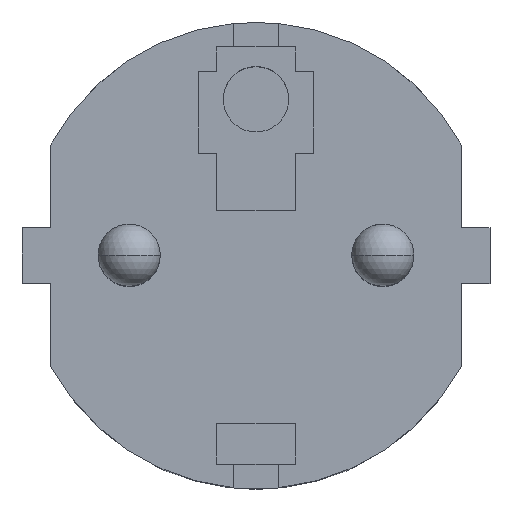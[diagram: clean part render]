
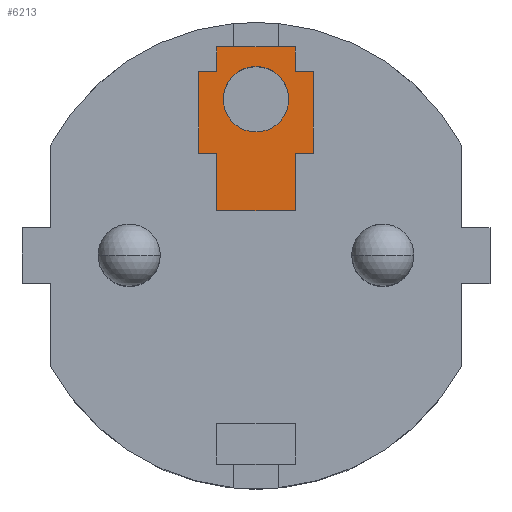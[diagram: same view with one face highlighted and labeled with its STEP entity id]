
A CAD part, top view. The second image highlights one B-rep face of the part: STEP entity #6213.
In plain terms, the highlighted planar face has unit normal (0, 0, 1).
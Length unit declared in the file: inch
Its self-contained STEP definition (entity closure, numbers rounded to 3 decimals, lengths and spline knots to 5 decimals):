
#733 = DIRECTION ( 'NONE',  ( 1., 0., 0. ) ) ;
#734 = VECTOR ( 'NONE', #733, 39.37008 ) ;
#835 = CARTESIAN_POINT ( 'NONE',  ( -0.12, 0.1375, 0.002 ) ) ;
#855 = LINE ( 'NONE', #835, #734 ) ;
#943 = CARTESIAN_POINT ( 'NONE',  ( 0.12, 0.5625, 0.002 ) ) ;
#945 = DIRECTION ( 'NONE',  ( 0., 1., 0. ) ) ;
#946 = VECTOR ( 'NONE', #945, 39.37008 ) ;
#947 = CARTESIAN_POINT ( 'NONE',  ( 0.175, 0.5625, 0.002 ) ) ;
#948 = LINE ( 'NONE', #947, #946 ) ;
#949 = CARTESIAN_POINT ( 'NONE',  ( 0.175, 0.5625, 0.002 ) ) ;
#950 = CARTESIAN_POINT ( 'NONE',  ( -0.175, 0.3125, 0.002 ) ) ;
#951 = CARTESIAN_POINT ( 'NONE',  ( -0.12, 0.1375, 0.002 ) ) ;
#965 = DIRECTION ( 'NONE',  ( 0., -1., 0. ) ) ;
#966 = VECTOR ( 'NONE', #965, 39.37008 ) ;
#967 = CARTESIAN_POINT ( 'NONE',  ( -0.175, 0.5625, 0.002 ) ) ;
#968 = LINE ( 'NONE', #967, #966 ) ;
#1011 = CARTESIAN_POINT ( 'NONE',  ( 0.175, 0.3125, 0.002 ) ) ;
#1018 = DIRECTION ( 'NONE',  ( 1., 0., 0. ) ) ;
#1019 = VECTOR ( 'NONE', #1018, 39.37008 ) ;
#1020 = CARTESIAN_POINT ( 'NONE',  ( -0.175, 0.3125, 0.002 ) ) ;
#1021 = LINE ( 'NONE', #1020, #1019 ) ;
#1038 = DIRECTION ( 'NONE',  ( 0., -1., 0. ) ) ;
#1039 = VECTOR ( 'NONE', #1038, 39.37008 ) ;
#1040 = CARTESIAN_POINT ( 'NONE',  ( -0.12, 0.3125, 0.002 ) ) ;
#1041 = LINE ( 'NONE', #1040, #1039 ) ;
#1076 = CARTESIAN_POINT ( 'NONE',  ( 0.12, 0.3125, 0.002 ) ) ;
#1081 = CARTESIAN_POINT ( 'NONE',  ( 0.12, 0.1375, 0.002 ) ) ;
#1128 = CARTESIAN_POINT ( 'NONE',  ( 0.175, 0.3125, 0.002 ) ) ;
#1129 = LINE ( 'NONE', #1128, #1306 ) ;
#1161 = CARTESIAN_POINT ( 'NONE',  ( -0.12, 0.3125, 0.002 ) ) ;
#1168 = VECTOR ( 'NONE', #1246, 39.37008 ) ;
#1169 = CARTESIAN_POINT ( 'NONE',  ( -0.12, 0.5625, 0.002 ) ) ;
#1170 = LINE ( 'NONE', #1169, #1168 ) ;
#1171 = CARTESIAN_POINT ( 'NONE',  ( -0.175, 0.5625, 0.002 ) ) ;
#1212 = LINE ( 'NONE', #1302, #1301 ) ;
#1246 = DIRECTION ( 'NONE',  ( -1., 0., 0. ) ) ;
#1300 = DIRECTION ( 'NONE',  ( 0., 1., 0. ) ) ;
#1301 = VECTOR ( 'NONE', #1300, 39.37008 ) ;
#1302 = CARTESIAN_POINT ( 'NONE',  ( 0.12, 0.3125, 0.002 ) ) ;
#1305 = DIRECTION ( 'NONE',  ( 1., 0., 0. ) ) ;
#1306 = VECTOR ( 'NONE', #1305, 39.37008 ) ;
#1317 = DIRECTION ( 'NONE',  ( 0., -1., 0. ) ) ;
#1318 = VECTOR ( 'NONE', #1317, 39.37008 ) ;
#1319 = CARTESIAN_POINT ( 'NONE',  ( -0.12, 0.6375, 0.002 ) ) ;
#1320 = LINE ( 'NONE', #1319, #1318 ) ;
#1321 = CARTESIAN_POINT ( 'NONE',  ( -0.12, 0.5625, 0.002 ) ) ;
#1334 = DIRECTION ( 'NONE',  ( -1., 0., 0. ) ) ;
#1335 = VECTOR ( 'NONE', #1334, 39.37008 ) ;
#1336 = CARTESIAN_POINT ( 'NONE',  ( 0.12, 0.5625, 0.002 ) ) ;
#1337 = LINE ( 'NONE', #1336, #1335 ) ;
#1368 = VECTOR ( 'NONE', #1524, 39.37008 ) ;
#1369 = CARTESIAN_POINT ( 'NONE',  ( -0.07, 0.6375, 0.002 ) ) ;
#1370 = LINE ( 'NONE', #1369, #1368 ) ;
#1435 = CARTESIAN_POINT ( 'NONE',  ( 0.12, 0.6375, 0.002 ) ) ;
#1440 = CARTESIAN_POINT ( 'NONE',  ( -0.12, 0.6375, 0.002 ) ) ;
#1524 = DIRECTION ( 'NONE',  ( -1., 0., 0. ) ) ;
#1530 = CARTESIAN_POINT ( 'NONE',  ( 0.175, 0.6375, 0.002 ) ) ;
#1531 = AXIS2_PLACEMENT_3D ( 'NONE', #1530, #1634, #1633 ) ;
#1532 = PLANE ( 'NONE',  #1531 ) ;
#1533 = FACE_OUTER_BOUND ( 'NONE', #5827, .T. ) ;
#1546 = DIRECTION ( 'NONE',  ( 1., 0., 0. ) ) ;
#1547 = DIRECTION ( 'NONE',  ( 0., 0., 1. ) ) ;
#1548 = CARTESIAN_POINT ( 'NONE',  ( 0., 0.4775, 0.002 ) ) ;
#1549 = AXIS2_PLACEMENT_3D ( 'NONE', #1548, #1547, #1546 ) ;
#1550 = CIRCLE ( 'NONE', #1549, 0.1 ) ;
#1551 = FACE_BOUND ( 'NONE', #6281, .T. ) ;
#1593 = DIRECTION ( 'NONE',  ( 0., 1., 0. ) ) ;
#1594 = VECTOR ( 'NONE', #1593, 39.37008 ) ;
#1595 = CARTESIAN_POINT ( 'NONE',  ( 0.12, 0.6375, 0.002 ) ) ;
#1633 = DIRECTION ( 'NONE',  ( -1., 0., 0. ) ) ;
#1634 = DIRECTION ( 'NONE',  ( 0., 0., -1. ) ) ;
#1674 = LINE ( 'NONE', #1595, #1594 ) ;
#4737 = VERTEX_POINT ( 'NONE', #10324 ) ;
#4739 = EDGE_CURVE ( 'NONE', #4737, #4740, #10381, .T. ) ;
#4740 = VERTEX_POINT ( 'NONE', #10377 ) ;
#5827 = EDGE_LOOP ( 'NONE', ( #6175, #5828, #5829, #6290, #5832, #5833, #6288, #5834, #5835, #6164, #6172, #6173 ) ) ;
#5828 = ORIENTED_EDGE ( 'NONE', *, *, #6004, .T. ) ;
#5829 = ORIENTED_EDGE ( 'NONE', *, *, #5964, .T. ) ;
#5832 = ORIENTED_EDGE ( 'NONE', *, *, #5891, .T. ) ;
#5833 = ORIENTED_EDGE ( 'NONE', *, *, #5849, .T. ) ;
#5834 = ORIENTED_EDGE ( 'NONE', *, *, #5937, .T. ) ;
#5835 = ORIENTED_EDGE ( 'NONE', *, *, #5930, .T. ) ;
#5844 = EDGE_CURVE ( 'NONE', #5961, #5867, #968, .T. ) ;
#5849 = EDGE_CURVE ( 'NONE', #5928, #5866, #1041, .T. ) ;
#5866 = VERTEX_POINT ( 'NONE', #951 ) ;
#5867 = VERTEX_POINT ( 'NONE', #950 ) ;
#5868 = VERTEX_POINT ( 'NONE', #949 ) ;
#5870 = EDGE_CURVE ( 'NONE', #5896, #5868, #948, .T. ) ;
#5875 = VERTEX_POINT ( 'NONE', #943 ) ;
#5878 = VERTEX_POINT ( 'NONE', #1081 ) ;
#5882 = VERTEX_POINT ( 'NONE', #1076 ) ;
#5891 = EDGE_CURVE ( 'NONE', #5867, #5928, #1021, .T. ) ;
#5896 = VERTEX_POINT ( 'NONE', #1011 ) ;
#5923 = EDGE_CURVE ( 'NONE', #5866, #5878, #855, .T. ) ;
#5928 = VERTEX_POINT ( 'NONE', #1161 ) ;
#5930 = EDGE_CURVE ( 'NONE', #5882, #5896, #1129, .T. ) ;
#5937 = EDGE_CURVE ( 'NONE', #5878, #5882, #1212, .T. ) ;
#5961 = VERTEX_POINT ( 'NONE', #1171 ) ;
#5964 = EDGE_CURVE ( 'NONE', #6002, #5961, #1170, .T. ) ;
#6002 = VERTEX_POINT ( 'NONE', #1321 ) ;
#6004 = EDGE_CURVE ( 'NONE', #6068, #6002, #1320, .T. ) ;
#6068 = VERTEX_POINT ( 'NONE', #1440 ) ;
#6070 = EDGE_CURVE ( 'NONE', #6071, #6068, #1370, .T. ) ;
#6071 = VERTEX_POINT ( 'NONE', #1435 ) ;
#6157 = EDGE_CURVE ( 'NONE', #5868, #5875, #1337, .T. ) ;
#6164 = ORIENTED_EDGE ( 'NONE', *, *, #5870, .T. ) ;
#6172 = ORIENTED_EDGE ( 'NONE', *, *, #6157, .T. ) ;
#6173 = ORIENTED_EDGE ( 'NONE', *, *, #6280, .T. ) ;
#6174 = ORIENTED_EDGE ( 'NONE', *, *, #6211, .F. ) ;
#6175 = ORIENTED_EDGE ( 'NONE', *, *, #6070, .T. ) ;
#6211 = EDGE_CURVE ( 'NONE', #4740, #4737, #1550, .T. ) ;
#6212 = ORIENTED_EDGE ( 'NONE', *, *, #4739, .F. ) ;
#6213 = ADVANCED_FACE ( 'NONE', ( #1551, #1533 ), #1532, .F. ) ;
#6280 = EDGE_CURVE ( 'NONE', #5875, #6071, #1674, .T. ) ;
#6281 = EDGE_LOOP ( 'NONE', ( #6174, #6212 ) ) ;
#6288 = ORIENTED_EDGE ( 'NONE', *, *, #5923, .T. ) ;
#6290 = ORIENTED_EDGE ( 'NONE', *, *, #5844, .T. ) ;
#10323 = CARTESIAN_POINT ( 'NONE',  ( 0., 0.4775, 0.002 ) ) ;
#10324 = CARTESIAN_POINT ( 'NONE',  ( -0.1, 0.4775, 0.002 ) ) ;
#10377 = CARTESIAN_POINT ( 'NONE',  ( 0.1, 0.4775, 0.002 ) ) ;
#10378 = DIRECTION ( 'NONE',  ( 1., 0., 0. ) ) ;
#10379 = DIRECTION ( 'NONE',  ( 0., 0., 1. ) ) ;
#10380 = AXIS2_PLACEMENT_3D ( 'NONE', #10323, #10379, #10378 ) ;
#10381 = CIRCLE ( 'NONE', #10380, 0.1 ) ;
